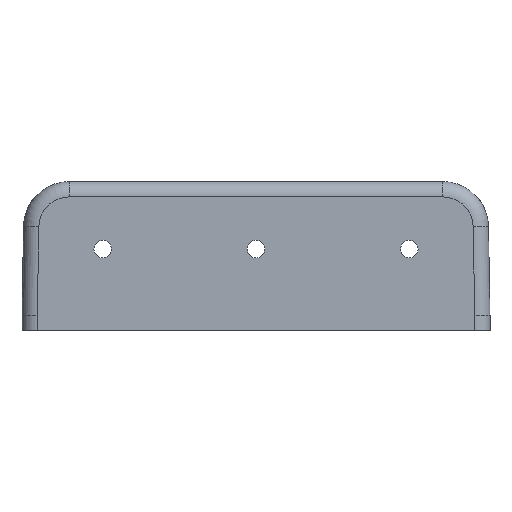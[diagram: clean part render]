
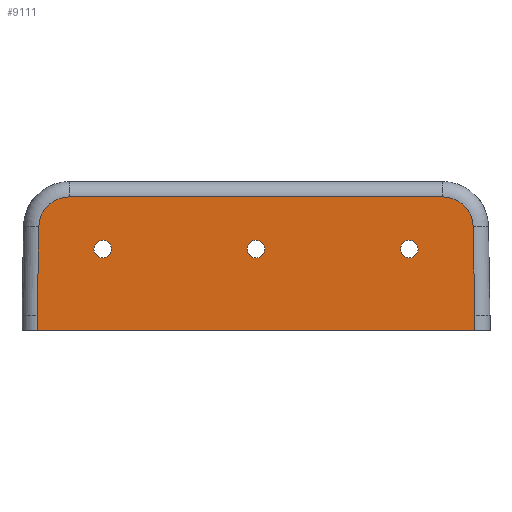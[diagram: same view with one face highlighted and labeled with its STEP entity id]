
A CAD part, front view. The second image highlights one B-rep face of the part: STEP entity #9111.
In plain terms, the highlighted planar face has unit normal (0, -1, 0).
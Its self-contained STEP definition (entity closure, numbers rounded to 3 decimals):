
#3979 = VERTEX_POINT('',#3980);
#3980 = CARTESIAN_POINT('',(-18.925,-37.8,10.65));
#3988 = EDGE_CURVE('',#3979,#3979,#3989,.T.);
#3989 = CIRCLE('',#3990,1.15);
#3990 = AXIS2_PLACEMENT_3D('',#3991,#3992,#3993);
#3991 = CARTESIAN_POINT('',(-20.075,-37.8,10.65));
#3992 = DIRECTION('',(0.,-1.,0.));
#3993 = DIRECTION('',(1.,0.,0.));
#4004 = VERTEX_POINT('',#4005);
#4005 = CARTESIAN_POINT('',(1.15,-37.8,10.65));
#4013 = EDGE_CURVE('',#4004,#4004,#4014,.T.);
#4014 = CIRCLE('',#4015,1.15);
#4015 = AXIS2_PLACEMENT_3D('',#4016,#4017,#4018);
#4016 = CARTESIAN_POINT('',(0.,-37.8,10.65));
#4017 = DIRECTION('',(0.,-1.,0.));
#4018 = DIRECTION('',(1.,0.,0.));
#4029 = VERTEX_POINT('',#4030);
#4030 = CARTESIAN_POINT('',(21.225,-37.8,10.65));
#4038 = EDGE_CURVE('',#4029,#4029,#4039,.T.);
#4039 = CIRCLE('',#4040,1.15);
#4040 = AXIS2_PLACEMENT_3D('',#4041,#4042,#4043);
#4041 = CARTESIAN_POINT('',(20.075,-37.8,10.65));
#4042 = DIRECTION('',(0.,-1.,0.));
#4043 = DIRECTION('',(1.,0.,0.));
#4181 = VERTEX_POINT('',#4182);
#4182 = CARTESIAN_POINT('',(-28.448,-37.8,13.57));
#4191 = VERTEX_POINT('',#4192);
#4192 = CARTESIAN_POINT('',(-28.65,-37.8,1.965));
#4199 = EDGE_CURVE('',#4181,#4191,#4200,.T.);
#4200 = LINE('',#4201,#4202);
#4201 = CARTESIAN_POINT('',(-28.448,-37.8,13.57));
#4202 = VECTOR('',#4203,1.);
#4203 = DIRECTION('',(-0.017,-0.,-1.));
#8606 = VERTEX_POINT('',#8607);
#8607 = CARTESIAN_POINT('',(28.65,-37.8,2.));
#8616 = VERTEX_POINT('',#8617);
#8617 = CARTESIAN_POINT('',(28.448,-37.8,13.57));
#8624 = EDGE_CURVE('',#8606,#8616,#8625,.T.);
#8625 = LINE('',#8626,#8627);
#8626 = CARTESIAN_POINT('',(28.65,-37.8,1.965));
#8627 = VECTOR('',#8628,1.);
#8628 = DIRECTION('',(-0.017,0.,1.));
#9047 = EDGE_CURVE('',#8616,#9048,#9050,.T.);
#9048 = VERTEX_POINT('',#9049);
#9049 = CARTESIAN_POINT('',(24.448,-37.8,17.5));
#9050 = CIRCLE('',#9051,4.);
#9051 = AXIS2_PLACEMENT_3D('',#9052,#9053,#9054);
#9052 = CARTESIAN_POINT('',(24.448,-37.8,13.5));
#9053 = DIRECTION('',(0.,-1.,0.));
#9054 = DIRECTION('',(1.,0.,
    0.017));
#9075 = VERTEX_POINT('',#9076);
#9076 = CARTESIAN_POINT('',(-24.448,-37.8,17.5));
#9083 = EDGE_CURVE('',#9048,#9075,#9084,.T.);
#9084 = LINE('',#9085,#9086);
#9085 = CARTESIAN_POINT('',(24.448,-37.8,17.5));
#9086 = VECTOR('',#9087,1.);
#9087 = DIRECTION('',(-1.,-0.,-0.));
#9098 = EDGE_CURVE('',#9075,#4181,#9099,.T.);
#9099 = CIRCLE('',#9100,4.);
#9100 = AXIS2_PLACEMENT_3D('',#9101,#9102,#9103);
#9101 = CARTESIAN_POINT('',(-24.448,-37.8,13.5));
#9102 = DIRECTION('',(0.,-1.,0.));
#9103 = DIRECTION('',(0.,0.,1.));
#9111 = ADVANCED_FACE('',(#9112,#9141,#9144,#9147),#9150,.T.);
#9112 = FACE_BOUND('',#9113,.T.);
#9113 = EDGE_LOOP('',(#9114,#9124,#9130,#9131,#9132,#9133,#9134,#9135));
#9114 = ORIENTED_EDGE('',*,*,#9115,.F.);
#9115 = EDGE_CURVE('',#9116,#9118,#9120,.T.);
#9116 = VERTEX_POINT('',#9117);
#9117 = CARTESIAN_POINT('',(28.65,-37.8,0.));
#9118 = VERTEX_POINT('',#9119);
#9119 = CARTESIAN_POINT('',(-28.65,-37.8,0.));
#9120 = LINE('',#9121,#9122);
#9121 = CARTESIAN_POINT('',(30.65,-37.8,0.));
#9122 = VECTOR('',#9123,1.);
#9123 = DIRECTION('',(-1.,0.,0.));
#9124 = ORIENTED_EDGE('',*,*,#9125,.T.);
#9125 = EDGE_CURVE('',#9116,#8606,#9126,.T.);
#9126 = LINE('',#9127,#9128);
#9127 = CARTESIAN_POINT('',(28.65,-37.8,0.));
#9128 = VECTOR('',#9129,1.);
#9129 = DIRECTION('',(0.,0.,1.));
#9130 = ORIENTED_EDGE('',*,*,#8624,.T.);
#9131 = ORIENTED_EDGE('',*,*,#9047,.T.);
#9132 = ORIENTED_EDGE('',*,*,#9083,.T.);
#9133 = ORIENTED_EDGE('',*,*,#9098,.T.);
#9134 = ORIENTED_EDGE('',*,*,#4199,.T.);
#9135 = ORIENTED_EDGE('',*,*,#9136,.T.);
#9136 = EDGE_CURVE('',#4191,#9118,#9137,.T.);
#9137 = LINE('',#9138,#9139);
#9138 = CARTESIAN_POINT('',(-28.65,-37.8,2.));
#9139 = VECTOR('',#9140,1.);
#9140 = DIRECTION('',(-0.,-0.,-1.));
#9141 = FACE_BOUND('',#9142,.T.);
#9142 = EDGE_LOOP('',(#9143));
#9143 = ORIENTED_EDGE('',*,*,#4013,.F.);
#9144 = FACE_BOUND('',#9145,.T.);
#9145 = EDGE_LOOP('',(#9146));
#9146 = ORIENTED_EDGE('',*,*,#4038,.F.);
#9147 = FACE_BOUND('',#9148,.T.);
#9148 = EDGE_LOOP('',(#9149));
#9149 = ORIENTED_EDGE('',*,*,#3988,.F.);
#9150 = PLANE('',#9151);
#9151 = AXIS2_PLACEMENT_3D('',#9152,#9153,#9154);
#9152 = CARTESIAN_POINT('',(0.,-37.8,9.349));
#9153 = DIRECTION('',(0.,-1.,0.));
#9154 = DIRECTION('',(0.,0.,-1.));
